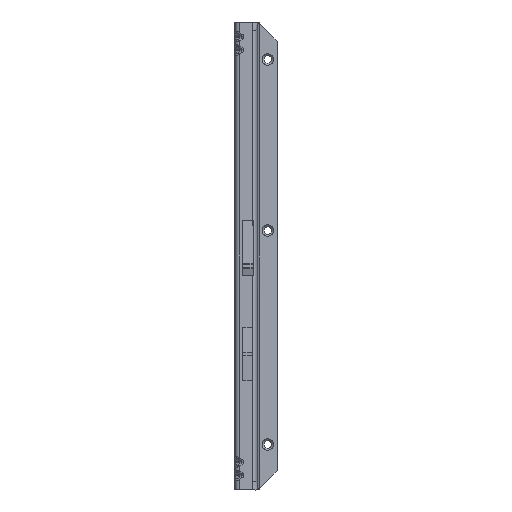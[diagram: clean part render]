
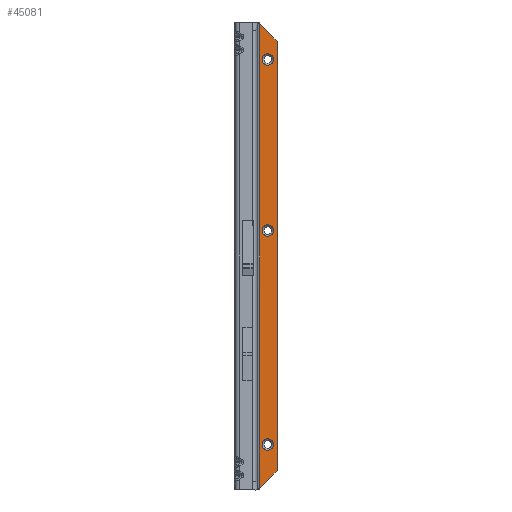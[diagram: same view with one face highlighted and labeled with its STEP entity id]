
A CAD part, front view. The second image highlights one B-rep face of the part: STEP entity #45081.
In plain terms, the highlighted planar face has unit normal (0, -1, 0).
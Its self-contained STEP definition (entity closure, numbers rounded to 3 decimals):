
#37 = CARTESIAN_POINT ( 'NONE',  ( 6.5, -1.5, -32.25 ) ) ;
#152 = LINE ( 'NONE', #30284, #50714 ) ;
#648 = CARTESIAN_POINT ( 'NONE',  ( 6.5, -1.5, -320.25 ) ) ;
#991 = VERTEX_POINT ( 'NONE', #6879 ) ;
#1523 = DIRECTION ( 'NONE',  ( 0.707, 0., 0.707 ) ) ;
#1832 = EDGE_CURVE ( 'NONE', #51898, #991, #5115, .T. ) ;
#2316 = CIRCLE ( 'NONE', #52079, 4.25 ) ;
#4160 = VECTOR ( 'NONE', #29983, 1000. ) ;
#5115 = LINE ( 'NONE', #26850, #4160 ) ;
#5319 = AXIS2_PLACEMENT_3D ( 'NONE', #8184, #29642, #37415 ) ;
#5821 = LINE ( 'NONE', #15342, #30551 ) ;
#6360 = ORIENTED_EDGE ( 'NONE', *, *, #15682, .T. ) ;
#6879 = CARTESIAN_POINT ( 'NONE',  ( 0.5, -1.5, -1.258 ) ) ;
#8184 = CARTESIAN_POINT ( 'NONE',  ( 6.5, -1.5, -28. ) ) ;
#10335 = EDGE_CURVE ( 'NONE', #31388, #20864, #29402, .T. ) ;
#10878 = DIRECTION ( 'NONE',  ( -0.707, 0., 0.707 ) ) ;
#12162 = ORIENTED_EDGE ( 'NONE', *, *, #15688, .T. ) ;
#13388 = CARTESIAN_POINT ( 'NONE',  ( 0., -1.5, -350. ) ) ;
#13549 = AXIS2_PLACEMENT_3D ( 'NONE', #30103, #43370, #17863 ) ;
#14109 = EDGE_CURVE ( 'NONE', #51898, #18781, #26887, .T. ) ;
#14685 = EDGE_LOOP ( 'NONE', ( #6360, #46339, #41622, #28200 ) ) ;
#15291 = CARTESIAN_POINT ( 'NONE',  ( 6.5, -1.5, -316. ) ) ;
#15342 = CARTESIAN_POINT ( 'NONE',  ( 0.121, -1.5, -0.879 ) ) ;
#15682 = EDGE_CURVE ( 'NONE', #17933, #991, #5821, .T. ) ;
#15688 = EDGE_CURVE ( 'NONE', #51730, #25209, #44723, .T. ) ;
#16498 = ORIENTED_EDGE ( 'NONE', *, *, #10335, .T. ) ;
#16724 = ORIENTED_EDGE ( 'NONE', *, *, #51576, .T. ) ;
#16928 = CARTESIAN_POINT ( 'NONE',  ( 6.5, -1.5, -151.75 ) ) ;
#17863 = DIRECTION ( 'NONE',  ( -1., 0., 0. ) ) ;
#17933 = VERTEX_POINT ( 'NONE', #47750 ) ;
#18371 = CARTESIAN_POINT ( 'NONE',  ( 6.5, -1.5, -311.75 ) ) ;
#18781 = VERTEX_POINT ( 'NONE', #30492 ) ;
#18857 = DIRECTION ( 'NONE',  ( 0., 1., 0. ) ) ;
#20864 = VERTEX_POINT ( 'NONE', #49545 ) ;
#21216 = FACE_BOUND ( 'NONE', #31883, .T. ) ;
#21742 = CIRCLE ( 'NONE', #47441, 4.25 ) ;
#22188 = DIRECTION ( 'NONE',  ( -1., 0., 0. ) ) ;
#22269 = PLANE ( 'NONE',  #52572 ) ;
#23959 = ORIENTED_EDGE ( 'NONE', *, *, #36787, .T. ) ;
#24264 = VECTOR ( 'NONE', #1523, 1000. ) ;
#24670 = CARTESIAN_POINT ( 'NONE',  ( 6.5, -1.5, -160.25 ) ) ;
#24749 = DIRECTION ( 'NONE',  ( 0., 0., 1. ) ) ;
#25209 = VERTEX_POINT ( 'NONE', #16928 ) ;
#26850 = CARTESIAN_POINT ( 'NONE',  ( 0.5, -1.5, -350. ) ) ;
#26887 = LINE ( 'NONE', #51376, #24264 ) ;
#27551 = DIRECTION ( 'NONE',  ( 0., 1., 0. ) ) ;
#27783 = AXIS2_PLACEMENT_3D ( 'NONE', #15291, #54501, #28046 ) ;
#28046 = DIRECTION ( 'NONE',  ( -1., 0., 0. ) ) ;
#28200 = ORIENTED_EDGE ( 'NONE', *, *, #33755, .T. ) ;
#29402 = CIRCLE ( 'NONE', #5319, 4.25 ) ;
#29642 = DIRECTION ( 'NONE',  ( 0., 1., 0. ) ) ;
#29983 = DIRECTION ( 'NONE',  ( 0., 0., 1. ) ) ;
#30103 = CARTESIAN_POINT ( 'NONE',  ( 6.5, -1.5, -316. ) ) ;
#30284 = CARTESIAN_POINT ( 'NONE',  ( 13.5, -1.5, 0. ) ) ;
#30492 = CARTESIAN_POINT ( 'NONE',  ( 13.5, -1.5, -335.742 ) ) ;
#30551 = VECTOR ( 'NONE', #10878, 1000. ) ;
#31388 = VERTEX_POINT ( 'NONE', #37 ) ;
#31519 = ORIENTED_EDGE ( 'NONE', *, *, #46696, .T. ) ;
#31883 = EDGE_LOOP ( 'NONE', ( #16724, #16498 ) ) ;
#32029 = CARTESIAN_POINT ( 'NONE',  ( 6.5, -1.5, -156. ) ) ;
#32313 = CARTESIAN_POINT ( 'NONE',  ( 6.5, -1.5, -156. ) ) ;
#33029 = CARTESIAN_POINT ( 'NONE',  ( 0.5, -1.5, -348.742 ) ) ;
#33188 = CIRCLE ( 'NONE', #27783, 4.25 ) ;
#33755 = EDGE_CURVE ( 'NONE', #18781, #17933, #152, .T. ) ;
#33985 = FACE_OUTER_BOUND ( 'NONE', #14685, .T. ) ;
#34781 = FACE_BOUND ( 'NONE', #40008, .T. ) ;
#35042 = EDGE_CURVE ( 'NONE', #53731, #37714, #38429, .T. ) ;
#36787 = EDGE_CURVE ( 'NONE', #25209, #51730, #21742, .T. ) ;
#37415 = DIRECTION ( 'NONE',  ( -1., 0., 0. ) ) ;
#37714 = VERTEX_POINT ( 'NONE', #18371 ) ;
#38429 = CIRCLE ( 'NONE', #13549, 4.25 ) ;
#39219 = DIRECTION ( 'NONE',  ( 0., 1., 0. ) ) ;
#40008 = EDGE_LOOP ( 'NONE', ( #23959, #12162 ) ) ;
#41622 = ORIENTED_EDGE ( 'NONE', *, *, #14109, .T. ) ;
#43370 = DIRECTION ( 'NONE',  ( 0., 1., 0. ) ) ;
#44723 = CIRCLE ( 'NONE', #48299, 4.25 ) ;
#45044 = DIRECTION ( 'NONE',  ( -1., 0., 0. ) ) ;
#45048 = DIRECTION ( 'NONE',  ( -1., 0., 0. ) ) ;
#45081 = ADVANCED_FACE ( 'NONE', ( #51186, #34781, #21216, #33985 ), #22269, .F. ) ;
#46339 = ORIENTED_EDGE ( 'NONE', *, *, #1832, .F. ) ;
#46696 = EDGE_CURVE ( 'NONE', #37714, #53731, #33188, .T. ) ;
#47221 = ORIENTED_EDGE ( 'NONE', *, *, #35042, .T. ) ;
#47441 = AXIS2_PLACEMENT_3D ( 'NONE', #32313, #49228, #45048 ) ;
#47452 = CARTESIAN_POINT ( 'NONE',  ( 6.5, -1.5, -28. ) ) ;
#47750 = CARTESIAN_POINT ( 'NONE',  ( 13.5, -1.5, -14.258 ) ) ;
#48299 = AXIS2_PLACEMENT_3D ( 'NONE', #32029, #27551, #45044 ) ;
#49228 = DIRECTION ( 'NONE',  ( 0., 1., 0. ) ) ;
#49545 = CARTESIAN_POINT ( 'NONE',  ( 6.5, -1.5, -23.75 ) ) ;
#49956 = EDGE_LOOP ( 'NONE', ( #31519, #47221 ) ) ;
#50714 = VECTOR ( 'NONE', #24749, 1000. ) ;
#50908 = DIRECTION ( 'NONE',  ( -1., 0., 0. ) ) ;
#51186 = FACE_BOUND ( 'NONE', #49956, .T. ) ;
#51376 = CARTESIAN_POINT ( 'NONE',  ( 0.121, -1.5, -349.121 ) ) ;
#51576 = EDGE_CURVE ( 'NONE', #20864, #31388, #2316, .T. ) ;
#51730 = VERTEX_POINT ( 'NONE', #24670 ) ;
#51898 = VERTEX_POINT ( 'NONE', #33029 ) ;
#52079 = AXIS2_PLACEMENT_3D ( 'NONE', #47452, #18857, #22188 ) ;
#52572 = AXIS2_PLACEMENT_3D ( 'NONE', #13388, #39219, #50908 ) ;
#53731 = VERTEX_POINT ( 'NONE', #648 ) ;
#54501 = DIRECTION ( 'NONE',  ( 0., 1., 0. ) ) ;
